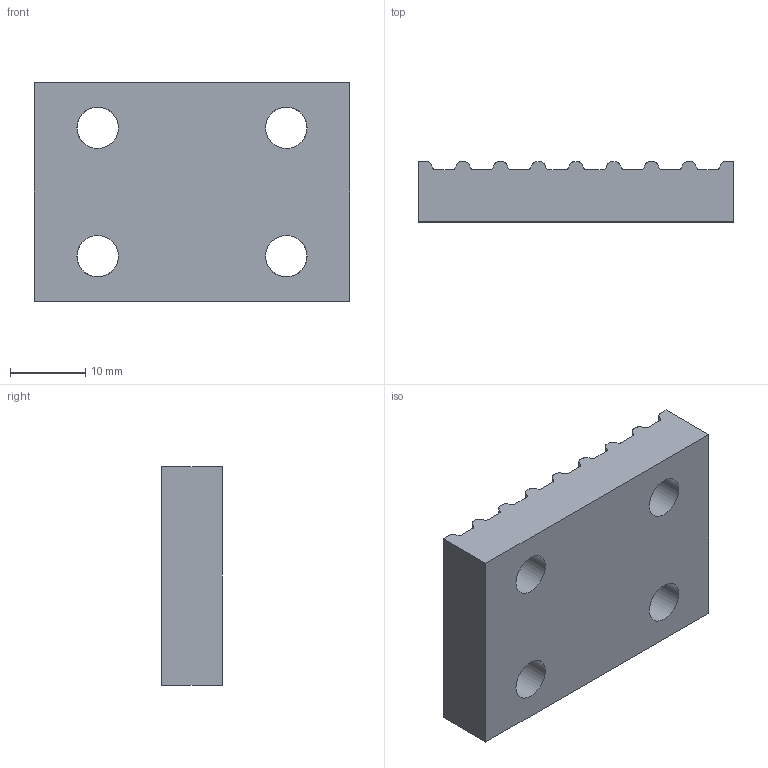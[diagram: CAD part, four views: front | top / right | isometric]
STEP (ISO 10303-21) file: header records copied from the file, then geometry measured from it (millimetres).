
FILE_DESCRIPTION(/* description */ ('Alibre Inc.'),/* implementation_level */ '2;1');
FILE_NAME(/* name */ 'export-9DA31796-2EF6-4723-BA0B-BA6880B5CF75',/* time_stamp */ '2024-01-20T14:46:03+01:00',/* author */ (''),/* organization */ (''),/* preprocessor_version */ 'ST-DEVELOPER v17',/* originating_system */ 'Alibre',/* authorisation */ '');
FILE_SCHEMA (('AUTOMOTIVE_DESIGN'));
Length unit declared in the file: millimetre
Products named in the file (1): 16669900
Bounding box: 41.8 x 8 x 29 mm (x, y, z)
Volume: 8180.3 mm3; surface area: 4066.3 mm2
Topology: 1 solids, 1 shells, 110 faces, 340 edges, 228 vertices
Faces by surface type: plane 58, cylinder 52
Full cylindrical faces by diameter (mm): 5.5 x4
Entity records: 3841 total; most frequent: CARTESIAN_POINT 810, ORIENTED_EDGE 680, DIRECTION 570, EDGE_CURVE 340, VERTEX_POINT 228, AXIS2_PLACEMENT_3D 222, VECTOR 184, LINE 184
